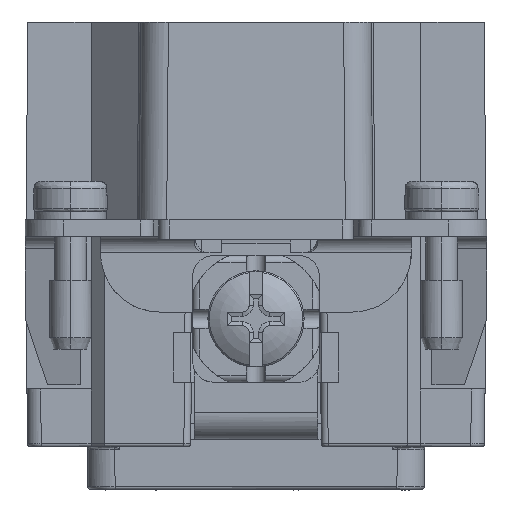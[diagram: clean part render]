
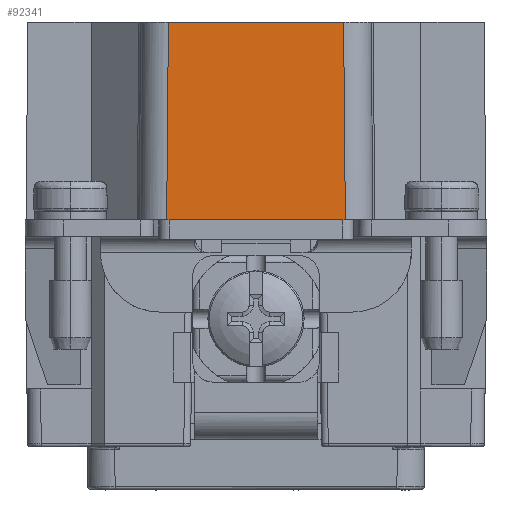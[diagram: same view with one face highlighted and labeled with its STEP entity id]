
A CAD part, left-side view. The second image highlights one B-rep face of the part: STEP entity #92341.
In plain terms, the highlighted planar face has unit normal (-1, 0, 0.009).
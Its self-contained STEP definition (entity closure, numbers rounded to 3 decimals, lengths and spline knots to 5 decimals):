
#2803 = ORIENTED_EDGE ( 'NONE', *, *, #70461, .F. ) ;
#5656 = DIRECTION ( 'NONE',  ( 0., 1., 0. ) ) ;
#8797 = CARTESIAN_POINT ( 'NONE',  ( -1.64567, 0., -0.56693 ) ) ;
#9368 = VERTEX_POINT ( 'NONE', #57921 ) ;
#10887 = CARTESIAN_POINT ( 'NONE',  ( -1.64567, 0.25591, -0.56693 ) ) ;
#13627 = LINE ( 'NONE', #34494, #65673 ) ;
#15768 = DIRECTION ( 'NONE',  ( -0.009, -0.009, -1. ) ) ;
#17831 = ORIENTED_EDGE ( 'NONE', *, *, #43402, .F. ) ;
#22435 = CARTESIAN_POINT ( 'NONE',  ( -1.64567, 0.24887, -0.56693 ) ) ;
#23194 = DIRECTION ( 'NONE',  ( 0.009, -0.009, 1. ) ) ;
#23685 = LINE ( 'NONE', #92211, #81285 ) ;
#23972 = LINE ( 'NONE', #61206, #43746 ) ;
#27117 = DIRECTION ( 'NONE',  ( 0., 1., 0. ) ) ;
#31029 = ORIENTED_EDGE ( 'NONE', *, *, #70635, .F. ) ;
#34494 = CARTESIAN_POINT ( 'NONE',  ( -1.64567, 0., -0.56693 ) ) ;
#34580 = VERTEX_POINT ( 'NONE', #22435 ) ;
#35060 = LINE ( 'NONE', #65328, #46736 ) ;
#36222 = EDGE_CURVE ( 'NONE', #53902, #78841, #23685, .T. ) ;
#36729 = CARTESIAN_POINT ( 'NONE',  ( -1.64072, -0.25096, 0. ) ) ;
#37056 = CARTESIAN_POINT ( 'NONE',  ( -1.64567, 0., -0.56693 ) ) ;
#39465 = ORIENTED_EDGE ( 'NONE', *, *, #36222, .F. ) ;
#41652 = VERTEX_POINT ( 'NONE', #36729 ) ;
#41941 = VECTOR ( 'NONE', #60959, 39.37008 ) ;
#43402 = EDGE_CURVE ( 'NONE', #9368, #60125, #13627, .T. ) ;
#43746 = VECTOR ( 'NONE', #92491, 39.37008 ) ;
#45973 = PLANE ( 'NONE',  #58783 ) ;
#46736 = VECTOR ( 'NONE', #27117, 39.37008 ) ;
#53902 = VERTEX_POINT ( 'NONE', #10887 ) ;
#57183 = CARTESIAN_POINT ( 'NONE',  ( -1.64567, -0.24887, -0.56693 ) ) ;
#57921 = CARTESIAN_POINT ( 'NONE',  ( -1.64567, -0.25591, -0.56693 ) ) ;
#58783 = AXIS2_PLACEMENT_3D ( 'NONE', #37056, #84203, #59907 ) ;
#58883 = EDGE_CURVE ( 'NONE', #41652, #78841, #23972, .T. ) ;
#59907 = DIRECTION ( 'NONE',  ( -0.009, 0., -1. ) ) ;
#60125 = VERTEX_POINT ( 'NONE', #57183 ) ;
#60476 = LINE ( 'NONE', #90779, #79991 ) ;
#60959 = DIRECTION ( 'NONE',  ( 0., 1., 0. ) ) ;
#61206 = CARTESIAN_POINT ( 'NONE',  ( -1.64072, 0., 0. ) ) ;
#61572 = ORIENTED_EDGE ( 'NONE', *, *, #70453, .F. ) ;
#61926 = LINE ( 'NONE', #8797, #41941 ) ;
#65328 = CARTESIAN_POINT ( 'NONE',  ( -1.64567, 0., -0.56693 ) ) ;
#65673 = VECTOR ( 'NONE', #5656, 39.37008 ) ;
#66782 = ORIENTED_EDGE ( 'NONE', *, *, #58883, .T. ) ;
#70453 = EDGE_CURVE ( 'NONE', #41652, #9368, #60476, .T. ) ;
#70461 = EDGE_CURVE ( 'NONE', #34580, #53902, #61926, .T. ) ;
#70635 = EDGE_CURVE ( 'NONE', #60125, #34580, #35060, .T. ) ;
#78841 = VERTEX_POINT ( 'NONE', #92915 ) ;
#79991 = VECTOR ( 'NONE', #15768, 39.37008 ) ;
#81100 = EDGE_LOOP ( 'NONE', ( #39465, #2803, #31029, #17831, #61572, #66782 ) ) ;
#81285 = VECTOR ( 'NONE', #23194, 39.37008 ) ;
#84203 = DIRECTION ( 'NONE',  ( 1., 0., -0.009 ) ) ;
#90779 = CARTESIAN_POINT ( 'NONE',  ( -1.64072, -0.25096, 0. ) ) ;
#91664 = FACE_OUTER_BOUND ( 'NONE', #81100, .T. ) ;
#92211 = CARTESIAN_POINT ( 'NONE',  ( -1.64568, 0.25591, -0.56762 ) ) ;
#92341 = ADVANCED_FACE ( 'NONE', ( #91664 ), #45973, .F. ) ;
#92491 = DIRECTION ( 'NONE',  ( 0., 1., 0. ) ) ;
#92915 = CARTESIAN_POINT ( 'NONE',  ( -1.64072, 0.25096, 0. ) ) ;
